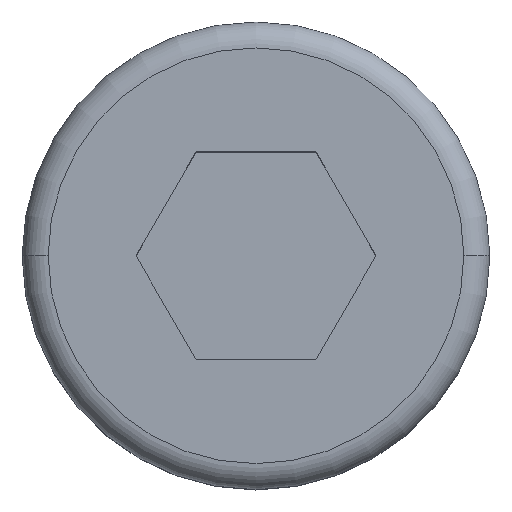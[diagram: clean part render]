
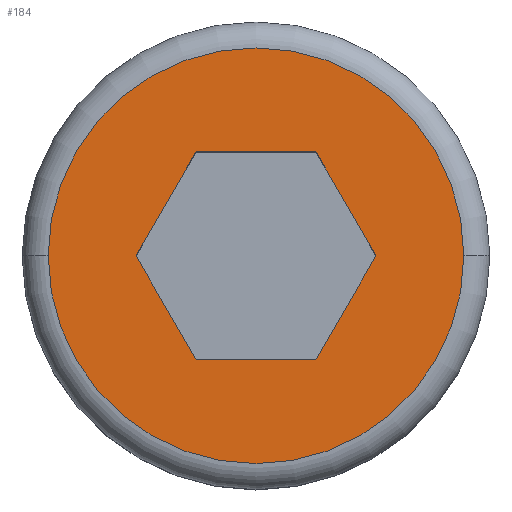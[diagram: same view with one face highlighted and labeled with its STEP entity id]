
A CAD part, top view. The second image highlights one B-rep face of the part: STEP entity #184.
In plain terms, the highlighted planar face has unit normal (0, 0, 1).
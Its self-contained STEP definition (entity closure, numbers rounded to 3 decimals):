
#14 = CARTESIAN_POINT ( 'NONE',  ( -0.577, 1., 2.5 ) ) ;
#16 = VERTEX_POINT ( 'NONE', #587 ) ;
#26 = CARTESIAN_POINT ( 'NONE',  ( 2., 0., 2.5 ) ) ;
#34 = FACE_BOUND ( 'NONE', #498, .T. ) ;
#40 = CIRCLE ( 'NONE', #131, 2. ) ;
#50 = EDGE_CURVE ( 'NONE', #581, #51, #253, .T. ) ;
#51 = VERTEX_POINT ( 'NONE', #493 ) ;
#54 = CARTESIAN_POINT ( 'NONE',  ( -1.155, 0., 2.5 ) ) ;
#55 = CARTESIAN_POINT ( 'NONE',  ( 0.577, 1., 2.5 ) ) ;
#70 = AXIS2_PLACEMENT_3D ( 'NONE', #228, #609, #472 ) ;
#103 = CARTESIAN_POINT ( 'NONE',  ( -0.577, -1., 2.5 ) ) ;
#107 = VERTEX_POINT ( 'NONE', #547 ) ;
#131 = AXIS2_PLACEMENT_3D ( 'NONE', #477, #149, #239 ) ;
#149 = DIRECTION ( 'NONE',  ( 0., 0., 1. ) ) ;
#172 = VECTOR ( 'NONE', #550, 1000. ) ;
#177 = ORIENTED_EDGE ( 'NONE', *, *, #475, .F. ) ;
#184 = ADVANCED_FACE ( 'NONE', ( #34, #605 ), #320, .T. ) ;
#191 = ORIENTED_EDGE ( 'NONE', *, *, #512, .T. ) ;
#196 = VECTOR ( 'NONE', #342, 1000. ) ;
#197 = ORIENTED_EDGE ( 'NONE', *, *, #277, .T. ) ;
#201 = LINE ( 'NONE', #14, #563 ) ;
#204 = LINE ( 'NONE', #103, #389 ) ;
#205 = EDGE_CURVE ( 'NONE', #483, #107, #362, .T. ) ;
#215 = EDGE_CURVE ( 'NONE', #107, #16, #591, .T. ) ;
#228 = CARTESIAN_POINT ( 'NONE',  ( 0., 0., 2.5 ) ) ;
#238 = VERTEX_POINT ( 'NONE', #26 ) ;
#239 = DIRECTION ( 'NONE',  ( 1., 0., 0. ) ) ;
#244 = VERTEX_POINT ( 'NONE', #299 ) ;
#248 = CARTESIAN_POINT ( 'NONE',  ( 0.577, -1., 2.5 ) ) ;
#253 = LINE ( 'NONE', #444, #274 ) ;
#274 = VECTOR ( 'NONE', #533, 1000. ) ;
#277 = EDGE_CURVE ( 'NONE', #238, #244, #337, .T. ) ;
#293 = DIRECTION ( 'NONE',  ( 1., 0., 0. ) ) ;
#299 = CARTESIAN_POINT ( 'NONE',  ( -2., 0., 2.5 ) ) ;
#300 = EDGE_CURVE ( 'NONE', #588, #483, #311, .T. ) ;
#309 = ORIENTED_EDGE ( 'NONE', *, *, #50, .F. ) ;
#311 = LINE ( 'NONE', #410, #454 ) ;
#320 = PLANE ( 'NONE',  #70 ) ;
#337 = CIRCLE ( 'NONE', #416, 2. ) ;
#342 = DIRECTION ( 'NONE',  ( -0.5, 0.866, 0. ) ) ;
#362 = LINE ( 'NONE', #478, #196 ) ;
#389 = VECTOR ( 'NONE', #293, 1000. ) ;
#410 = CARTESIAN_POINT ( 'NONE',  ( 0.577, -1., 2.5 ) ) ;
#416 = AXIS2_PLACEMENT_3D ( 'NONE', #546, #445, #548 ) ;
#444 = CARTESIAN_POINT ( 'NONE',  ( -1.155, 0., 2.5 ) ) ;
#445 = DIRECTION ( 'NONE',  ( 0., 0., 1. ) ) ;
#454 = VECTOR ( 'NONE', #602, 1000. ) ;
#469 = ORIENTED_EDGE ( 'NONE', *, *, #514, .F. ) ;
#472 = DIRECTION ( 'NONE',  ( 1., 0., 0. ) ) ;
#475 = EDGE_CURVE ( 'NONE', #16, #581, #201, .T. ) ;
#476 = EDGE_LOOP ( 'NONE', ( #197, #191 ) ) ;
#477 = CARTESIAN_POINT ( 'NONE',  ( 0., 0., 2.5 ) ) ;
#478 = CARTESIAN_POINT ( 'NONE',  ( 1.155, 0., 2.5 ) ) ;
#483 = VERTEX_POINT ( 'NONE', #530 ) ;
#489 = ORIENTED_EDGE ( 'NONE', *, *, #215, .F. ) ;
#493 = CARTESIAN_POINT ( 'NONE',  ( -0.577, -1., 2.5 ) ) ;
#498 = EDGE_LOOP ( 'NONE', ( #594, #567, #469, #309, #177, #489 ) ) ;
#512 = EDGE_CURVE ( 'NONE', #244, #238, #40, .T. ) ;
#514 = EDGE_CURVE ( 'NONE', #51, #588, #204, .T. ) ;
#530 = CARTESIAN_POINT ( 'NONE',  ( 1.155, 0., 2.5 ) ) ;
#533 = DIRECTION ( 'NONE',  ( 0.5, -0.866, 0. ) ) ;
#546 = CARTESIAN_POINT ( 'NONE',  ( 0., 0., 2.5 ) ) ;
#547 = CARTESIAN_POINT ( 'NONE',  ( 0.577, 1., 2.5 ) ) ;
#548 = DIRECTION ( 'NONE',  ( 1., 0., 0. ) ) ;
#550 = DIRECTION ( 'NONE',  ( -1., 0., 0. ) ) ;
#563 = VECTOR ( 'NONE', #572, 1000. ) ;
#567 = ORIENTED_EDGE ( 'NONE', *, *, #300, .F. ) ;
#572 = DIRECTION ( 'NONE',  ( -0.5, -0.866, 0. ) ) ;
#581 = VERTEX_POINT ( 'NONE', #54 ) ;
#587 = CARTESIAN_POINT ( 'NONE',  ( -0.577, 1., 2.5 ) ) ;
#588 = VERTEX_POINT ( 'NONE', #248 ) ;
#591 = LINE ( 'NONE', #55, #172 ) ;
#594 = ORIENTED_EDGE ( 'NONE', *, *, #205, .F. ) ;
#602 = DIRECTION ( 'NONE',  ( 0.5, 0.866, 0. ) ) ;
#605 = FACE_OUTER_BOUND ( 'NONE', #476, .T. ) ;
#609 = DIRECTION ( 'NONE',  ( 0., 0., 1. ) ) ;
